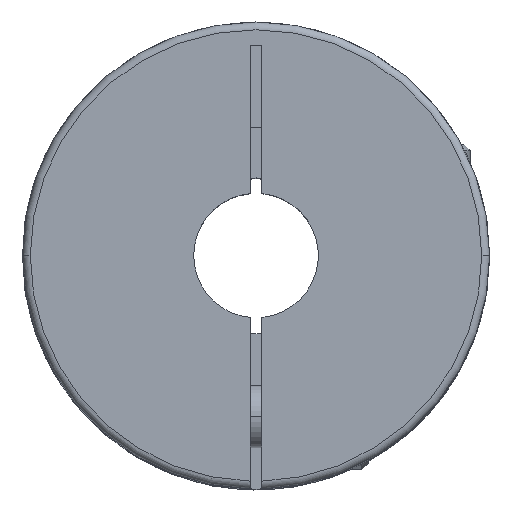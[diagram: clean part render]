
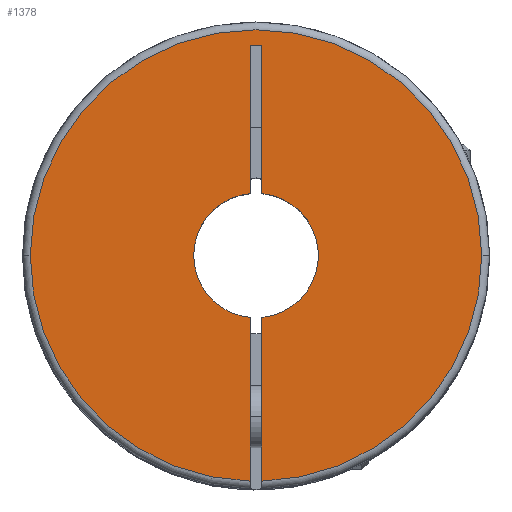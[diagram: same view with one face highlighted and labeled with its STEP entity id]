
A CAD part, top view. The second image highlights one B-rep face of the part: STEP entity #1378.
In plain terms, the highlighted planar face has unit normal (0, 0, 1).
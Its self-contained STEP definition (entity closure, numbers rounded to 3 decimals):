
#3 = DIRECTION ( 'NONE',  ( 0., 0., -1. ) ) ;
#37 = EDGE_CURVE ( 'NONE', #3050, #919, #2104, .T. ) ;
#38 = CARTESIAN_POINT ( 'NONE',  ( -0.75, 27., 0. ) ) ;
#51 = CARTESIAN_POINT ( 'NONE',  ( 0.75, 7.965, 0. ) ) ;
#125 = VECTOR ( 'NONE', #3893, 1000. ) ;
#141 = ORIENTED_EDGE ( 'NONE', *, *, #1097, .T. ) ;
#142 = ORIENTED_EDGE ( 'NONE', *, *, #37, .F. ) ;
#175 = EDGE_CURVE ( 'NONE', #1605, #2889, #3800, .T. ) ;
#237 = CARTESIAN_POINT ( 'NONE',  ( 0., 0., 0. ) ) ;
#285 = VERTEX_POINT ( 'NONE', #821 ) ;
#450 = AXIS2_PLACEMENT_3D ( 'NONE', #1969, #677, #3191 ) ;
#501 = ORIENTED_EDGE ( 'NONE', *, *, #2518, .F. ) ;
#534 = CARTESIAN_POINT ( 'NONE',  ( 0.75, 27., 0. ) ) ;
#546 = DIRECTION ( 'NONE',  ( -1., 0., 0. ) ) ;
#568 = VERTEX_POINT ( 'NONE', #3247 ) ;
#595 = CARTESIAN_POINT ( 'NONE',  ( -0.75, 27., 0. ) ) ;
#602 = CARTESIAN_POINT ( 'NONE',  ( 29., 0., 0. ) ) ;
#677 = DIRECTION ( 'NONE',  ( 0., 0., -1. ) ) ;
#736 = FACE_OUTER_BOUND ( 'NONE', #1266, .T. ) ;
#775 = EDGE_CURVE ( 'NONE', #1058, #1400, #1581, .T. ) ;
#821 = CARTESIAN_POINT ( 'NONE',  ( -8., 0., 0. ) ) ;
#879 = EDGE_CURVE ( 'NONE', #2239, #919, #3413, .T. ) ;
#900 = LINE ( 'NONE', #1855, #1412 ) ;
#919 = VERTEX_POINT ( 'NONE', #1010 ) ;
#931 = DIRECTION ( 'NONE',  ( 0., 0., -1. ) ) ;
#946 = DIRECTION ( 'NONE',  ( 0., 0., -1. ) ) ;
#982 = EDGE_CURVE ( 'NONE', #568, #1058, #1446, .T. ) ;
#1009 = CARTESIAN_POINT ( 'NONE',  ( 0.75, -28.99, 0. ) ) ;
#1010 = CARTESIAN_POINT ( 'NONE',  ( 0.75, -7.965, 0. ) ) ;
#1058 = VERTEX_POINT ( 'NONE', #2095 ) ;
#1097 = EDGE_CURVE ( 'NONE', #285, #1400, #1678, .T. ) ;
#1241 = DIRECTION ( 'NONE',  ( -1., 0., 0. ) ) ;
#1255 = EDGE_CURVE ( 'NONE', #3624, #2847, #3691, .T. ) ;
#1266 = EDGE_LOOP ( 'NONE', ( #3847, #2388, #1544, #141, #2287, #2130, #501, #1942, #142, #1928, #2374 ) ) ;
#1287 = CARTESIAN_POINT ( 'NONE',  ( 0., 0., 0. ) ) ;
#1328 = DIRECTION ( 'NONE',  ( 0., 0., -1. ) ) ;
#1378 = ADVANCED_FACE ( 'NONE', ( #736 ), #3440, .F. ) ;
#1400 = VERTEX_POINT ( 'NONE', #3823 ) ;
#1412 = VECTOR ( 'NONE', #3361, 1000. ) ;
#1446 = LINE ( 'NONE', #534, #125 ) ;
#1470 = DIRECTION ( 'NONE',  ( -1., 0., 0. ) ) ;
#1544 = ORIENTED_EDGE ( 'NONE', *, *, #1654, .T. ) ;
#1563 = DIRECTION ( 'NONE',  ( -1., 0., 0. ) ) ;
#1581 = LINE ( 'NONE', #38, #2260 ) ;
#1596 = DIRECTION ( 'NONE',  ( -1., 0., 0. ) ) ;
#1605 = VERTEX_POINT ( 'NONE', #3070 ) ;
#1654 = EDGE_CURVE ( 'NONE', #3624, #285, #2839, .T. ) ;
#1662 = CARTESIAN_POINT ( 'NONE',  ( -0.75, -28.99, 0. ) ) ;
#1678 = CIRCLE ( 'NONE', #3809, 8. ) ;
#1855 = CARTESIAN_POINT ( 'NONE',  ( 0.75, -30., 0. ) ) ;
#1874 = CARTESIAN_POINT ( 'NONE',  ( -0.75, -7.965, 0. ) ) ;
#1928 = ORIENTED_EDGE ( 'NONE', *, *, #2999, .F. ) ;
#1942 = ORIENTED_EDGE ( 'NONE', *, *, #879, .T. ) ;
#1965 = CIRCLE ( 'NONE', #2481, 29. ) ;
#1969 = CARTESIAN_POINT ( 'NONE',  ( 0., 0., 0. ) ) ;
#2024 = AXIS2_PLACEMENT_3D ( 'NONE', #3125, #946, #3905 ) ;
#2095 = CARTESIAN_POINT ( 'NONE',  ( -0.75, 27., 0. ) ) ;
#2104 = LINE ( 'NONE', #2146, #2510 ) ;
#2130 = ORIENTED_EDGE ( 'NONE', *, *, #982, .F. ) ;
#2146 = CARTESIAN_POINT ( 'NONE',  ( 0.75, -30., 0. ) ) ;
#2157 = DIRECTION ( 'NONE',  ( 0., -1., 0. ) ) ;
#2239 = VERTEX_POINT ( 'NONE', #51 ) ;
#2260 = VECTOR ( 'NONE', #2802, 1000. ) ;
#2287 = ORIENTED_EDGE ( 'NONE', *, *, #775, .F. ) ;
#2374 = ORIENTED_EDGE ( 'NONE', *, *, #175, .F. ) ;
#2388 = ORIENTED_EDGE ( 'NONE', *, *, #1255, .F. ) ;
#2458 = VECTOR ( 'NONE', #2157, 1000. ) ;
#2481 = AXIS2_PLACEMENT_3D ( 'NONE', #237, #2959, #1470 ) ;
#2510 = VECTOR ( 'NONE', #3959, 1000. ) ;
#2518 = EDGE_CURVE ( 'NONE', #2239, #568, #900, .T. ) ;
#2795 = CIRCLE ( 'NONE', #2024, 29. ) ;
#2802 = DIRECTION ( 'NONE',  ( 0., -1., 0. ) ) ;
#2839 = CIRCLE ( 'NONE', #3359, 8. ) ;
#2847 = VERTEX_POINT ( 'NONE', #1662 ) ;
#2889 = VERTEX_POINT ( 'NONE', #602 ) ;
#2957 = AXIS2_PLACEMENT_3D ( 'NONE', #1287, #1328, #1596 ) ;
#2959 = DIRECTION ( 'NONE',  ( 0., 0., -1. ) ) ;
#2999 = EDGE_CURVE ( 'NONE', #2889, #3050, #2795, .T. ) ;
#3050 = VERTEX_POINT ( 'NONE', #1009 ) ;
#3070 = CARTESIAN_POINT ( 'NONE',  ( -29., 0., 0. ) ) ;
#3089 = CARTESIAN_POINT ( 'NONE',  ( 0., 0., 0. ) ) ;
#3125 = CARTESIAN_POINT ( 'NONE',  ( 0., 0., 0. ) ) ;
#3191 = DIRECTION ( 'NONE',  ( 0., -1., 0. ) ) ;
#3198 = EDGE_CURVE ( 'NONE', #2847, #1605, #1965, .T. ) ;
#3247 = CARTESIAN_POINT ( 'NONE',  ( 0.75, 27., 0. ) ) ;
#3287 = AXIS2_PLACEMENT_3D ( 'NONE', #3717, #931, #1563 ) ;
#3359 = AXIS2_PLACEMENT_3D ( 'NONE', #3089, #3, #546 ) ;
#3361 = DIRECTION ( 'NONE',  ( 0., 1., 0. ) ) ;
#3400 = CARTESIAN_POINT ( 'NONE',  ( 0., 0., 0. ) ) ;
#3413 = CIRCLE ( 'NONE', #3287, 8. ) ;
#3440 = PLANE ( 'NONE',  #450 ) ;
#3624 = VERTEX_POINT ( 'NONE', #1874 ) ;
#3691 = LINE ( 'NONE', #595, #2458 ) ;
#3717 = CARTESIAN_POINT ( 'NONE',  ( 0., 0., 0. ) ) ;
#3800 = CIRCLE ( 'NONE', #2957, 29. ) ;
#3809 = AXIS2_PLACEMENT_3D ( 'NONE', #3400, #3954, #1241 ) ;
#3823 = CARTESIAN_POINT ( 'NONE',  ( -0.75, 7.965, 0. ) ) ;
#3847 = ORIENTED_EDGE ( 'NONE', *, *, #3198, .F. ) ;
#3893 = DIRECTION ( 'NONE',  ( -1., 0., 0. ) ) ;
#3905 = DIRECTION ( 'NONE',  ( -1., 0., 0. ) ) ;
#3954 = DIRECTION ( 'NONE',  ( 0., 0., -1. ) ) ;
#3959 = DIRECTION ( 'NONE',  ( 0., 1., 0. ) ) ;
